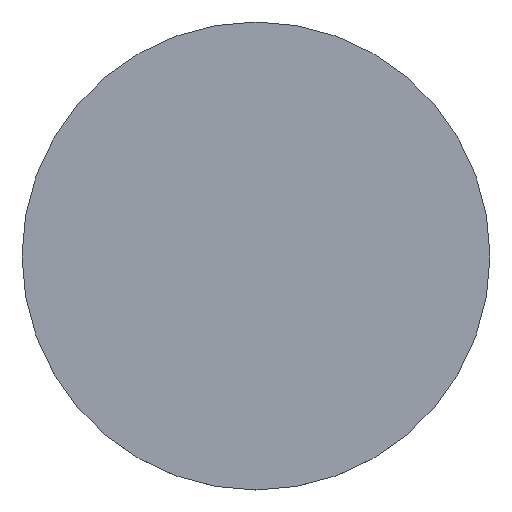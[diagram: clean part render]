
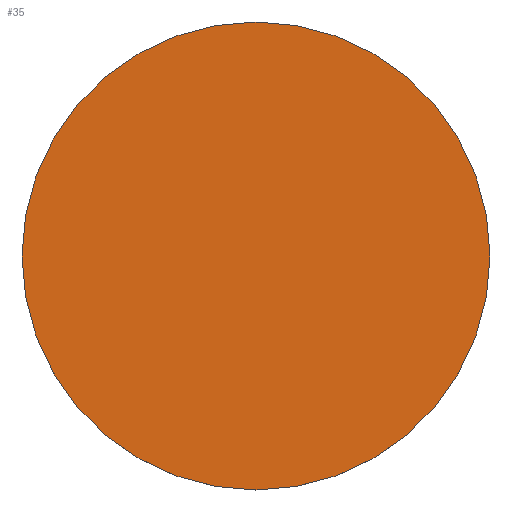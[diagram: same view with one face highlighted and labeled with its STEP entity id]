
A CAD part, top view. The second image highlights one B-rep face of the part: STEP entity #35.
In plain terms, the highlighted planar face has unit normal (0, 0, 1).
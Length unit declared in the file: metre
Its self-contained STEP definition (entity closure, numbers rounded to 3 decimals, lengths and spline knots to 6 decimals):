
#13=PLANE('',#53);
#17=ORIENTED_EDGE('',*,*,#19,.T.);
#19=EDGE_CURVE('',#21,#21,#23,.T.);
#21=VERTEX_POINT('',#71);
#23=CIRCLE('',#51,0.07);
#27=EDGE_LOOP('',(#17));
#31=FACE_BOUND('',#27,.T.);
#35=ADVANCED_FACE('',(#31),#13,.T.);
#51=AXIS2_PLACEMENT_3D('',#70,#60,#61);
#53=AXIS2_PLACEMENT_3D('',#73,#64,#65);
#60=DIRECTION('',(0.,0.,1.));
#61=DIRECTION('',(1.,0.,0.));
#64=DIRECTION('',(0.,0.,1.));
#65=DIRECTION('',(1.,0.,0.));
#70=CARTESIAN_POINT('',(0.,0.,-0.065));
#71=CARTESIAN_POINT('',(0.07,0.,-0.065));
#73=CARTESIAN_POINT('',(0.,0.,-0.065));
